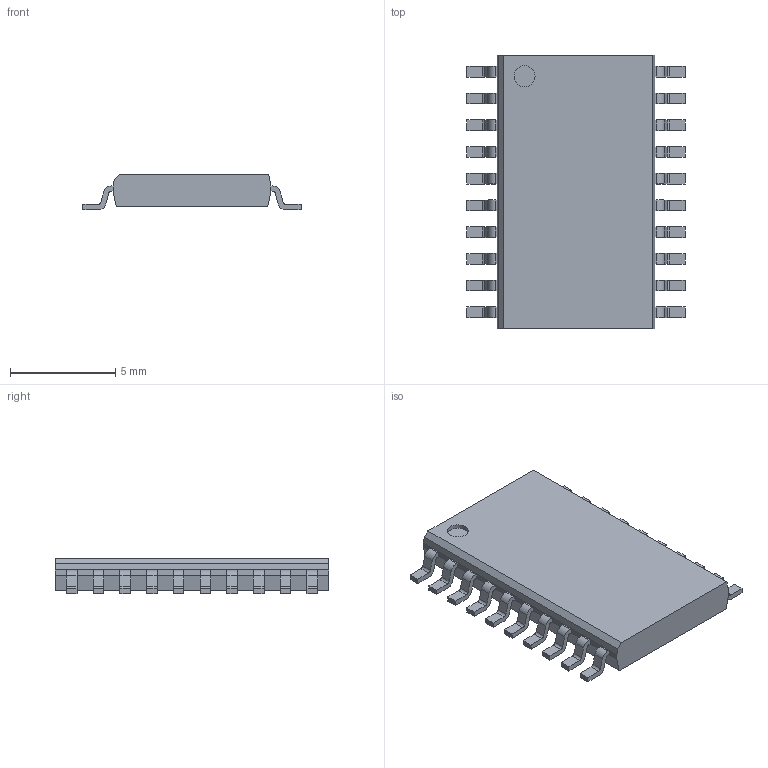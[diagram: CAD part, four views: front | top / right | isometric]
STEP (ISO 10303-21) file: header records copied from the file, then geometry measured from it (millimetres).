
FILE_DESCRIPTION(/* description */ (''),/* implementation_level */ '2;1');
FILE_NAME(/* name */ 'SOIC127P1030X265-21N-R381X432.stp',/* time_stamp */ '2016-04-27T14:03:42+02:00',/* author */ ('riccim'),/* organization */ (''),/* preprocessor_version */ 'ST-DEVELOPER v15.5',/* originating_system */ 'AutoCAD Mechanical',/* authorisation */ '');
FILE_SCHEMA (('AUTOMOTIVE_DESIGN { 1 0 10303 214 3 1 1 }'));
Length unit declared in the file: millimetre
Products named in the file (1): Product
Bounding box: 10.36 x 13 x 1.68 mm (x, y, z)
Volume: 153.5 mm3; surface area: 353 mm2
Topology: 22 solids, 22 shells, 304 faces, 774 edges, 516 vertices
Faces by surface type: plane 223, cylinder 81
Full cylindrical faces by diameter (mm): 1 x1
Entity records: 9153 total; most frequent: CARTESIAN_POINT 1594, ORIENTED_EDGE 1546, DIRECTION 1545, EDGE_CURVE 773, LINE 611, VECTOR 611, VERTEX_POINT 516, AXIS2_PLACEMENT_3D 467
